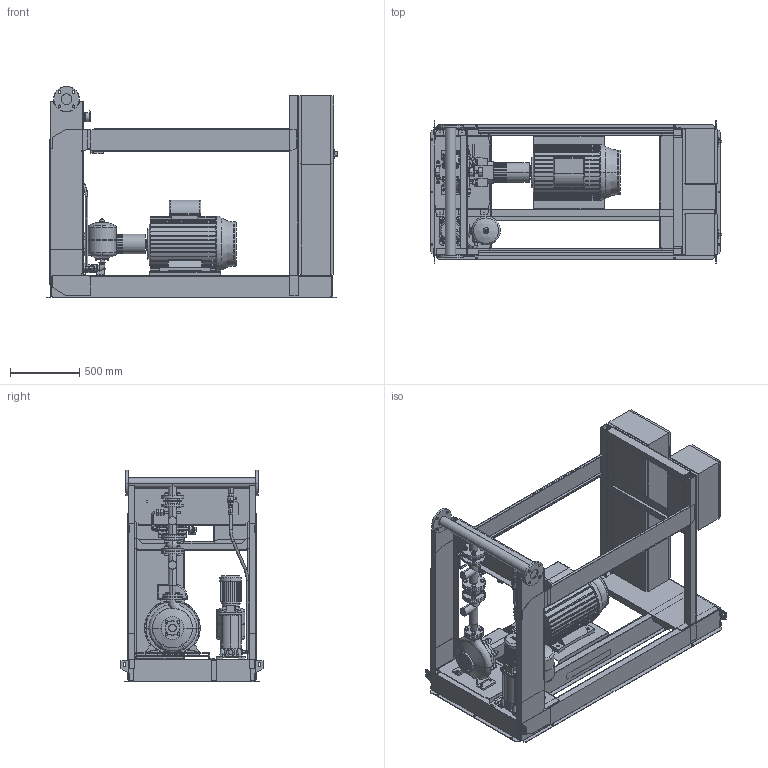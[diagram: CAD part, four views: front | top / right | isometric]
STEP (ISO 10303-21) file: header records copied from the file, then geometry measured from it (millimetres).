
FILE_DESCRIPTION((''),'2;1');
FILE_NAME('3d_Sifire-EN-32_250-257-30_1.1EJ-4183726.stp','2015-05-25T14:14:30',(''),(''),'Mechanical Desktop 2009','Mechanical Desktop 2009',', , ');
FILE_SCHEMA(('CONFIG_CONTROL_DESIGN'));
Length unit declared in the file: millimetre
Products named in the file (1): Product
Bounding box: 2105.5 x 1026 x 1527.5 mm (x, y, z)
Volume: 323266917.8 mm3; surface area: 24087349.6 mm2
Topology: 138 solids, 138 shells, 3572 faces, 8773 edges, 5600 vertices
Faces by surface type: plane 1422, bspline 997, cylinder 753, cone 272, torus 98, sphere 30
Entity records: 116181 total; most frequent: CARTESIAN_POINT 35692, ORIENTED_EDGE 17494, DIRECTION 15339, EDGE_CURVE 8747, VERTEX_POINT 5599, AXIS2_PLACEMENT_3D 5147, VECTOR 5045, LINE 5045
